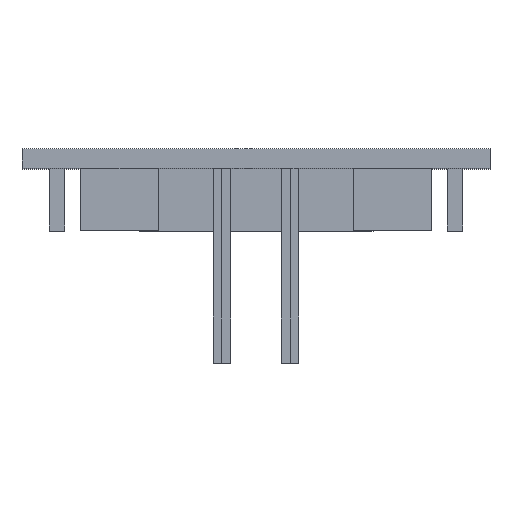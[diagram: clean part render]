
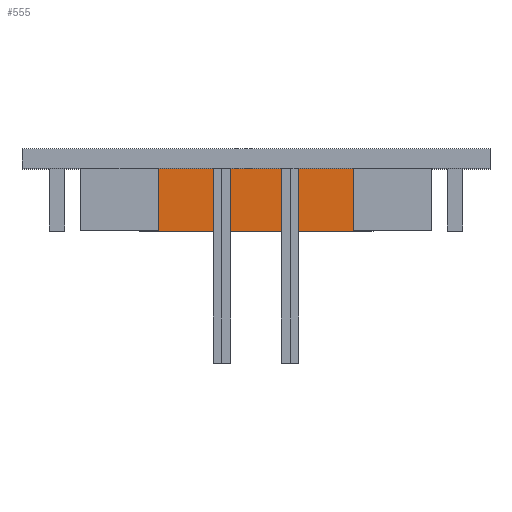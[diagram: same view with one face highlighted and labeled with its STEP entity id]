
A CAD part, top view. The second image highlights one B-rep face of the part: STEP entity #555.
In plain terms, the highlighted planar face has unit normal (0, 0, 1).
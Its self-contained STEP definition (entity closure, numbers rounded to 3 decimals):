
#14 = CARTESIAN_POINT ( 'NONE',  ( 15., -9.25, -25. ) ) ;
#37 = CARTESIAN_POINT ( 'NONE',  ( 15., -1.25, -25. ) ) ;
#91 = CARTESIAN_POINT ( 'NONE',  ( -15., -9.25, -25. ) ) ;
#143 = ORIENTED_EDGE ( 'NONE', *, *, #888, .T. ) ;
#164 = CARTESIAN_POINT ( 'NONE',  ( -15., -9.25, -25. ) ) ;
#217 = ORIENTED_EDGE ( 'NONE', *, *, #1300, .F. ) ;
#252 = DIRECTION ( 'NONE',  ( -1., 0., 0. ) ) ;
#294 = FACE_OUTER_BOUND ( 'NONE', #345, .T. ) ;
#323 = VECTOR ( 'NONE', #996, 1000. ) ;
#345 = EDGE_LOOP ( 'NONE', ( #143, #1023, #217, #1026 ) ) ;
#359 = EDGE_CURVE ( 'NONE', #1088, #789, #890, .T. ) ;
#437 = CARTESIAN_POINT ( 'NONE',  ( 15., -1.25, -25. ) ) ;
#467 = CARTESIAN_POINT ( 'NONE',  ( 15., -9.25, -25. ) ) ;
#518 = VECTOR ( 'NONE', #252, 1000. ) ;
#555 = ADVANCED_FACE ( 'NONE', ( #294 ), #730, .F. ) ;
#571 = EDGE_CURVE ( 'NONE', #976, #802, #642, .T. ) ;
#642 = LINE ( 'NONE', #14, #975 ) ;
#651 = LINE ( 'NONE', #437, #1118 ) ;
#653 = DIRECTION ( 'NONE',  ( -1., 0., 0. ) ) ;
#661 = CARTESIAN_POINT ( 'NONE',  ( 15., -9.25, -25. ) ) ;
#701 = LINE ( 'NONE', #1208, #518 ) ;
#730 = PLANE ( 'NONE',  #883 ) ;
#745 = DIRECTION ( 'NONE',  ( -1., 0., 0. ) ) ;
#789 = VERTEX_POINT ( 'NONE', #1167 ) ;
#802 = VERTEX_POINT ( 'NONE', #37 ) ;
#883 = AXIS2_PLACEMENT_3D ( 'NONE', #661, #959, #653 ) ;
#888 = EDGE_CURVE ( 'NONE', #802, #789, #651, .T. ) ;
#890 = LINE ( 'NONE', #164, #323 ) ;
#949 = DIRECTION ( 'NONE',  ( 0., 1., 0. ) ) ;
#959 = DIRECTION ( 'NONE',  ( 0., 0., -1. ) ) ;
#975 = VECTOR ( 'NONE', #949, 1000. ) ;
#976 = VERTEX_POINT ( 'NONE', #467 ) ;
#996 = DIRECTION ( 'NONE',  ( 0., 1., 0. ) ) ;
#1023 = ORIENTED_EDGE ( 'NONE', *, *, #359, .F. ) ;
#1026 = ORIENTED_EDGE ( 'NONE', *, *, #571, .T. ) ;
#1088 = VERTEX_POINT ( 'NONE', #91 ) ;
#1118 = VECTOR ( 'NONE', #745, 1000. ) ;
#1167 = CARTESIAN_POINT ( 'NONE',  ( -15., -1.25, -25. ) ) ;
#1208 = CARTESIAN_POINT ( 'NONE',  ( 15., -9.25, -25. ) ) ;
#1300 = EDGE_CURVE ( 'NONE', #976, #1088, #701, .T. ) ;
